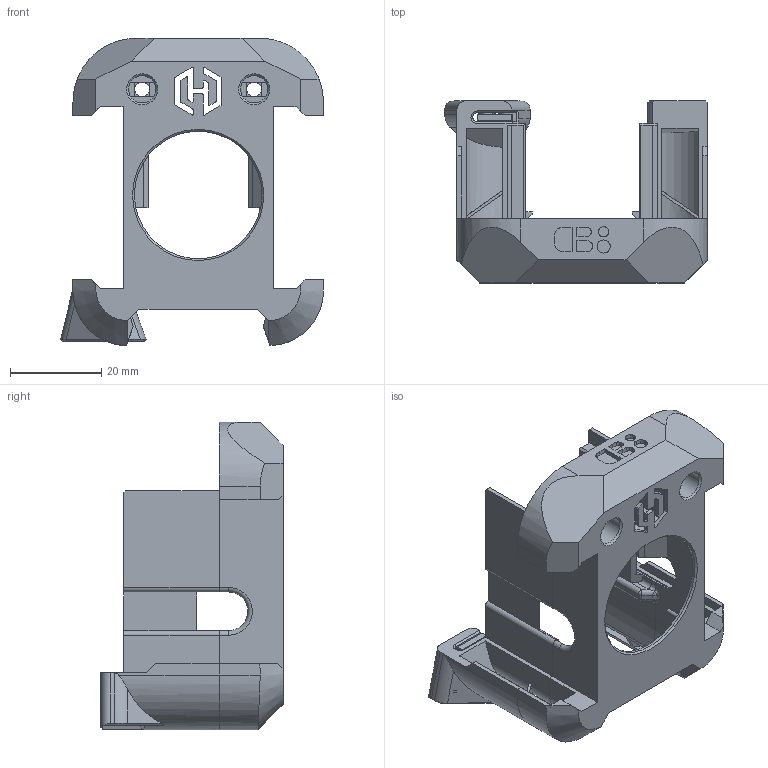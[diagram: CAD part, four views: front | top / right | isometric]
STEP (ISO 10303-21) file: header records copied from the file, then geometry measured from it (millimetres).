
FILE_DESCRIPTION(/* description */ (''),/* implementation_level */ '2;1');
FILE_NAME(/* name */ 'cowl_zeroclick.step',/* time_stamp */ '2024-09-17T16:20:40Z',/* author */ (''),/* organization */ (''),/* preprocessor_version */ 'ST-DEVELOPER v20',/* originating_system */ 'Autodesk Translation Framework v13.14.0.145',/* authorisation */ '');
FILE_SCHEMA (('AUTOMOTIVE_DESIGN { 1 0 10303 214 3 1 1 }'));
Length unit declared in the file: millimetre
Products named in the file (1): cowl_zeroclick
Bounding box: 57.71 x 40 x 67.5 mm (x, y, z)
Volume: 17262.8 mm3; surface area: 18543.6 mm2
Topology: 4 solids, 4 shells, 577 faces, 1540 edges, 978 vertices
Faces by surface type: plane 349, cylinder 128, bspline 51, cone 39, torus 6, sphere 4
Full cylindrical faces by diameter (mm): 2 x2, 3.2 x2, 3.3 x2, 4.7 x2, 6 x2, 28 x1
Entity records: 18318 total; most frequent: CARTESIAN_POINT 4010, ORIENTED_EDGE 3080, DIRECTION 2814, EDGE_CURVE 1540, LINE 1086, VECTOR 1086, VERTEX_POINT 978, AXIS2_PLACEMENT_3D 864
